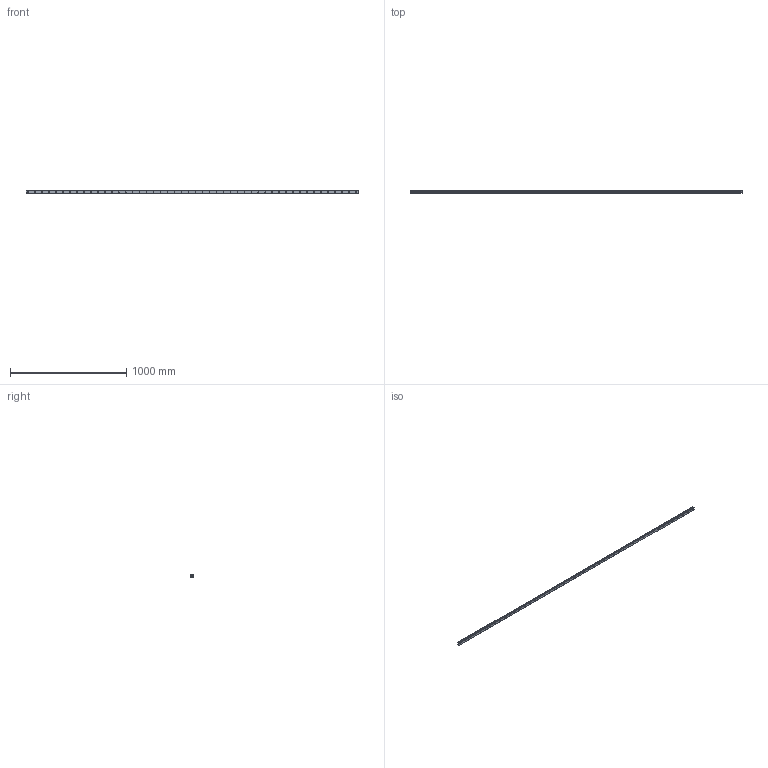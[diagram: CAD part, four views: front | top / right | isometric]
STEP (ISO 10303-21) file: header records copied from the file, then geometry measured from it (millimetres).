
FILE_DESCRIPTION (( 'STEP AP214' ), '1' );
FILE_NAME ('SSR25XTB1SS-2850LY_G15_0_B-M6F_1383-5_0_0_0.STEP', '2021-06-29T09:27:33', ( '' ), ( '' ), 'SwSTEP 2.0', 'SolidWorks 2021', '' );
FILE_SCHEMA (( 'AUTOMOTIVE_DESIGN' ));
Length unit declared in the file: millimetre
Products named in the file (2): SSR25XTB1SS-2850LY_G15_0_B-M6F_1383-5_0_0_0; _SSR25XTBY285015Y Track
Assembly tree (1 placements, depth 2):
  SSR25XTB1SS-2850LY_G15_0_B-M6F_1383-5_0_0_0
    _SSR25XTBY285015Y Track
Bounding box: 2850 x 18 x 23 mm (x, y, z)
Volume: 996378 mm3; surface area: 268042.1 mm2
Topology: 1 solids, 1 shells, 266 faces, 648 edges, 432 vertices
Faces by surface type: cylinder 200, plane 66
Entity records: 8290 total; most frequent: DIRECTION 1588, CARTESIAN_POINT 1350, ORIENTED_EDGE 1296, AXIS2_PLACEMENT_3D 670, EDGE_CURVE 648, VERTEX_POINT 432, EDGE_LOOP 410, CIRCLE 400
